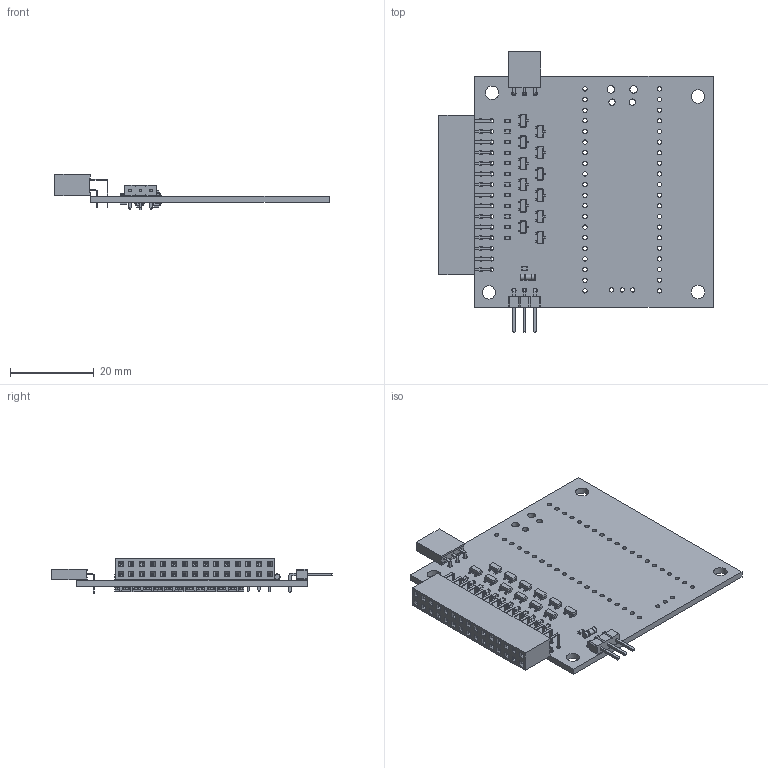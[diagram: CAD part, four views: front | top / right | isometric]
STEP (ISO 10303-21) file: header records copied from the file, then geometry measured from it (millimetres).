
FILE_DESCRIPTION(('KiCad electronic assembly'),'2;1');
FILE_NAME('LogicAnalyzer-lazaj.step','2025-11-14T10:30:06',('Pcbnew'),( 'Kicad'),'Open CASCADE STEP processor 7.9','KiCad to STEP converter' ,'Unknown');
FILE_SCHEMA(('AUTOMOTIVE_DESIGN { 1 0 10303 214 1 1 1 1 }'));
Length unit declared in the file: millimetre
Products named in the file (8): LogicAnalyzer-lazaj 1; D_MiniMELF; PinSocket_1x03_P2.54mm_Horizontal; SOT-23; R_0603_1608Metric; PinHeader_1x03_P2.54mm_Horizontal; PinSocket_2x15_P2.54mm_Horizontal; LogicAnalyzer_PCB
Assembly tree (54 placements, depth 2):
  LogicAnalyzer-lazaj 1
    D_MiniMELF
    PinSocket_1x03_P2.54mm_Horizontal
    SOT-23  x24
    R_0603_1608Metric  x25
    PinHeader_1x03_P2.54mm_Horizontal
    PinSocket_2x15_P2.54mm_Horizontal
    LogicAnalyzer_PCB
Bounding box: 65.55 x 67.05 x 8.38 mm (x, y, z)
Volume: 6524.7 mm3; surface area: 10097.1 mm2
Topology: 54 solids, 54 shells, 3507 faces, 9039 edges, 5740 vertices
Faces by surface type: plane 2472, cylinder 649, bspline 384, revolution 2
Full cylindrical faces by diameter (mm): 1 x36, 1.02 x43, 1.35 x2, 1.4 x3, 1.5 x2, 1.8 x2, 3.2 x4
Entity records: 53175 total; most frequent: CARTESIAN_POINT 7076, ORIENTED_EDGE 6856, DIRECTION 6443, EDGE_CURVE 3428, LINE 3037, VECTOR 3037, VERTEX_POINT 2223, AXIS2_PLACEMENT_3D 1702
